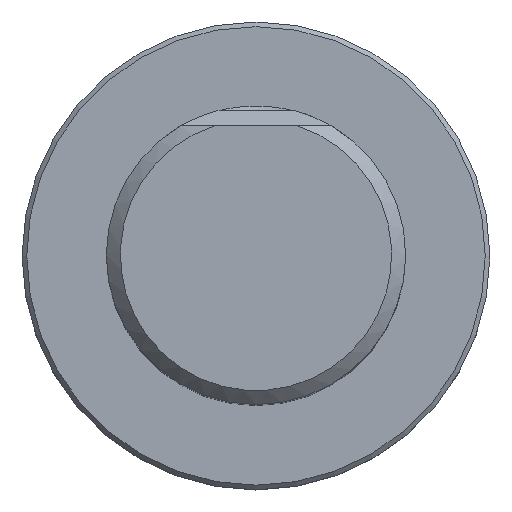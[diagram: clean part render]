
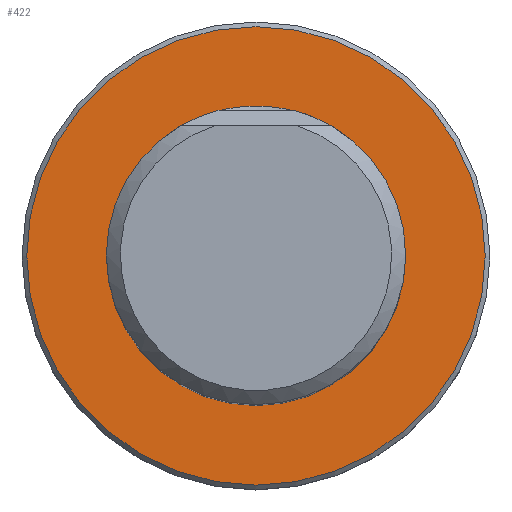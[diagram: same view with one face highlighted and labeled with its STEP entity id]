
A CAD part, top view. The second image highlights one B-rep face of the part: STEP entity #422.
In plain terms, the highlighted planar face has unit normal (0, 0, 1).
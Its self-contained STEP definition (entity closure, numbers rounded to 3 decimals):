
#160=PLANE('',#3436);
#422=ADVANCED_FACE('',(#1390,#1391),#160,.T.);
#1390=FACE_BOUND('',#1808,.T.);
#1391=FACE_BOUND('',#1809,.T.);
#1808=EDGE_LOOP('',(#2234));
#1809=EDGE_LOOP('',(#2235));
#2234=ORIENTED_EDGE('',*,*,#2715,.F.);
#2235=ORIENTED_EDGE('',*,*,#2716,.T.);
#2494=VERTEX_POINT('',#6209);
#2495=VERTEX_POINT('',#6211);
#2715=EDGE_CURVE('',#2494,#2494,#2942,.T.);
#2716=EDGE_CURVE('',#2495,#2495,#2943,.T.);
#2942=CIRCLE('',#3434,15.996);
#2943=CIRCLE('',#3435,24.5);
#3434=AXIS2_PLACEMENT_3D('',#6208,#4129,#4130);
#3435=AXIS2_PLACEMENT_3D('',#6210,#4131,#4132);
#3436=AXIS2_PLACEMENT_3D('',#6212,#4133,#4134);
#4129=DIRECTION('',(0.,0.,1.));
#4130=DIRECTION('',(-1.,0.,0.));
#4131=DIRECTION('',(0.,0.,1.));
#4132=DIRECTION('',(-1.,0.,0.));
#4133=DIRECTION('',(0.,0.,1.));
#4134=DIRECTION('',(-1.,0.,0.));
#6208=CARTESIAN_POINT('',(0.,0.,0.));
#6209=CARTESIAN_POINT('',(-15.996,0.,0.));
#6210=CARTESIAN_POINT('',(0.,0.,0.));
#6211=CARTESIAN_POINT('',(-24.5,0.,0.));
#6212=CARTESIAN_POINT('',(0.,0.,0.));
